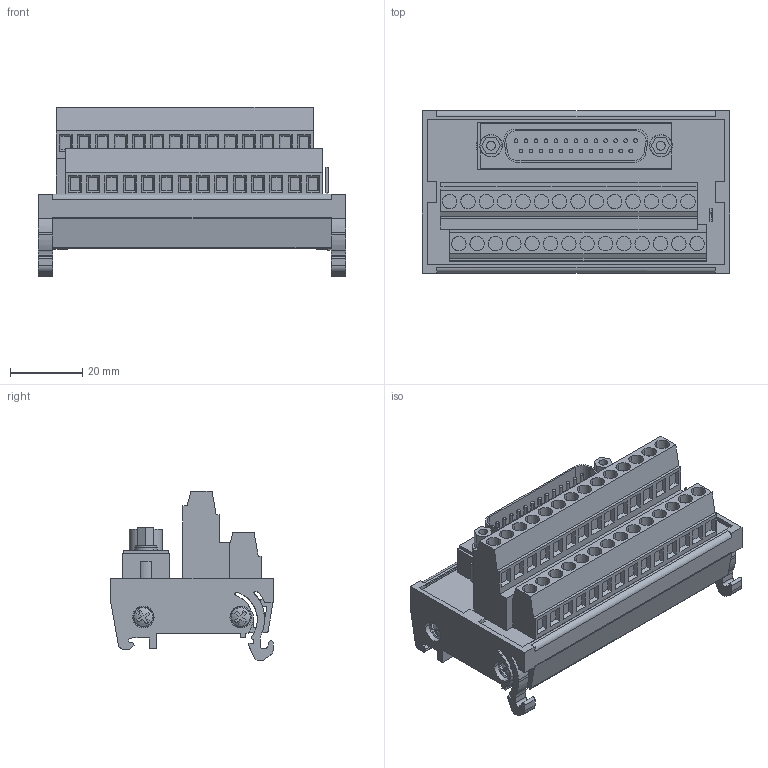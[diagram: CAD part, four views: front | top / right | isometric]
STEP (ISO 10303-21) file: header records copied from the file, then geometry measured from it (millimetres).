
FILE_DESCRIPTION(('CATIA V5R22 STEP214','CAx-IF Rec.Pracs.--- Model Styling and Organization---1.4--- 2014-01-23'),'2;1');
FILE_NAME ('D1464287_1_8155650000_3D_8155650000.stp','2023-09-26T12:55:56+00:00',('none'),('Weidmueller'),'CATIA Version 5-6 Release 2016 SP3 HF44','CATIA V5 STEP AP214','none');
FILE_SCHEMA(('AUTOMOTIVE_DESIGN { 1 0 10303 214 1 1 1 1 }'));
Length unit declared in the file: millimetre
Products named in the file (1): 3D_8155650000
Bounding box: 85.1 x 45 x 46.85 mm (x, y, z)
Volume: 53654.1 mm3; surface area: 42631.3 mm2
Topology: 1 solids, 5 shells, 1162 faces, 3203 edges, 2108 vertices
Faces by surface type: plane 814, cylinder 332, torus 8, sphere 8
Entity records: 38796 total; most frequent: CARTESIAN_POINT 8335, ORIENTED_EDGE 6404, DIRECTION 5287, EDGE_CURVE 3202, VECTOR 2362, LINE 2362, VERTEX_POINT 2108, AXIS2_PLACEMENT_3D 1764
